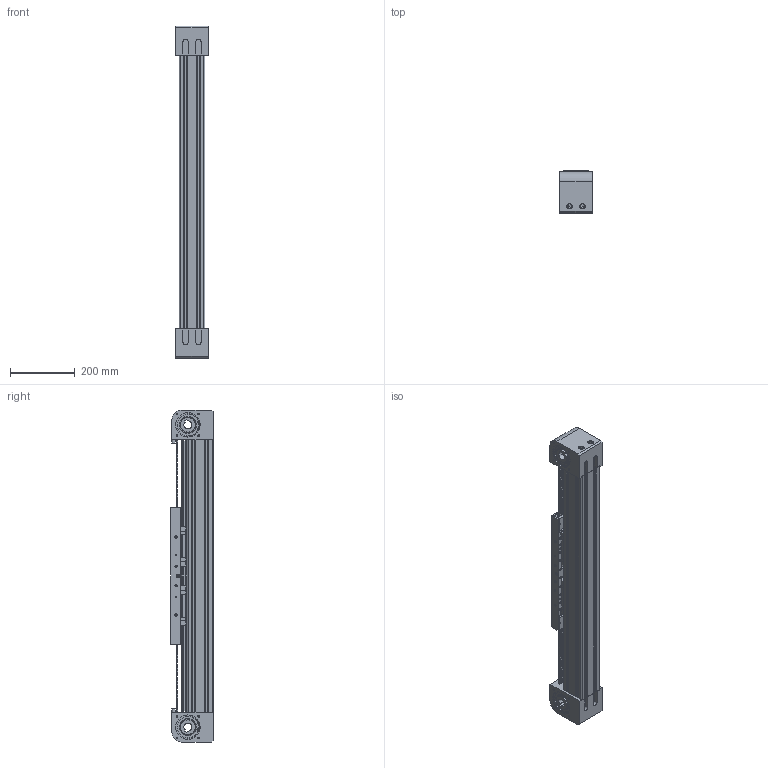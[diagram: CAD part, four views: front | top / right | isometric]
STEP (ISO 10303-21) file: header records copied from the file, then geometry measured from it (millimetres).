
FILE_DESCRIPTION (( 'STEP AP214' ), '1' );
FILE_NAME ('BLM80-400.STEP', '2023-03-13T14:39:44', ( '' ), ( '' ), 'SwSTEP 2.0', 'SolidWorks 2023', '' );
FILE_SCHEMA (( 'AUTOMOTIVE_DESIGN' ));
Length unit declared in the file: millimetre
Products named in the file (1): BLM80-400
Bounding box: 100 x 130 x 1024 mm (x, y, z)
Volume: 7652121.8 mm3; surface area: 1279836.7 mm2
Topology: 49 solids, 57 shells, 3248 faces, 8853 edges, 5758 vertices
Faces by surface type: plane 1648, cylinder 1272, torus 152, sphere 100, cone 52, bspline 24
Entity records: 143526 total; most frequent: CARTESIAN_POINT 24216, DIRECTION 17875, ORIENTED_EDGE 17098, EDGE_CURVE 8549, AXIS2_PLACEMENT_3D 6387, VERTEX_POINT 5566, LINE 5101, VECTOR 5101
